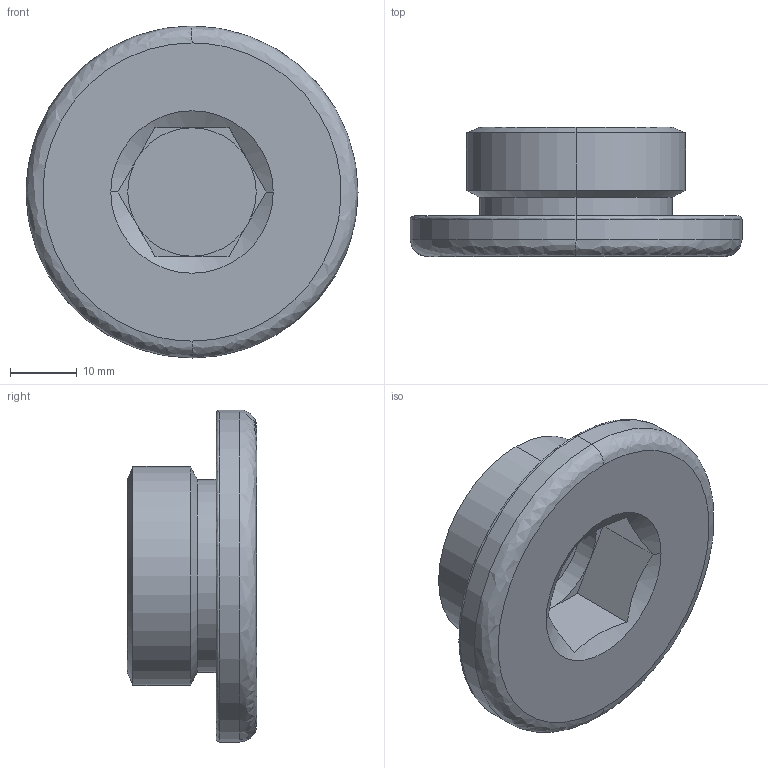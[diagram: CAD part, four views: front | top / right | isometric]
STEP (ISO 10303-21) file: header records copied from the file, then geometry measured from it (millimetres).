
FILE_DESCRIPTION (( 'STEP AP203' ), '1' );
FILE_NAME ('IM-3040.step', '2024-08-21T11:20:57', ( '' ), ( '' ), 'SwSTEP 2.0', 'SolidWorks 2023', '' );
FILE_SCHEMA (( 'CONFIG_CONTROL_DESIGN' ));
Length unit declared in the file: inch
Products named in the file (1): IM-3040
Bounding box: 49.78 x 19.41 x 49.78 mm (x, y, z)
Volume: 16379.8 mm3; surface area: 7682.8 mm2
Topology: 1 solids, 1 shells, 51 faces, 104 edges, 62 vertices
Faces by surface type: plane 21, bspline 12, cylinder 12, cone 6
Entity records: 1997 total; most frequent: CARTESIAN_POINT 896, DIRECTION 216, ORIENTED_EDGE 208, EDGE_CURVE 104, AXIS2_PLACEMENT_3D 90, VERTEX_POINT 62, EDGE_LOOP 58, ADVANCED_FACE 51
